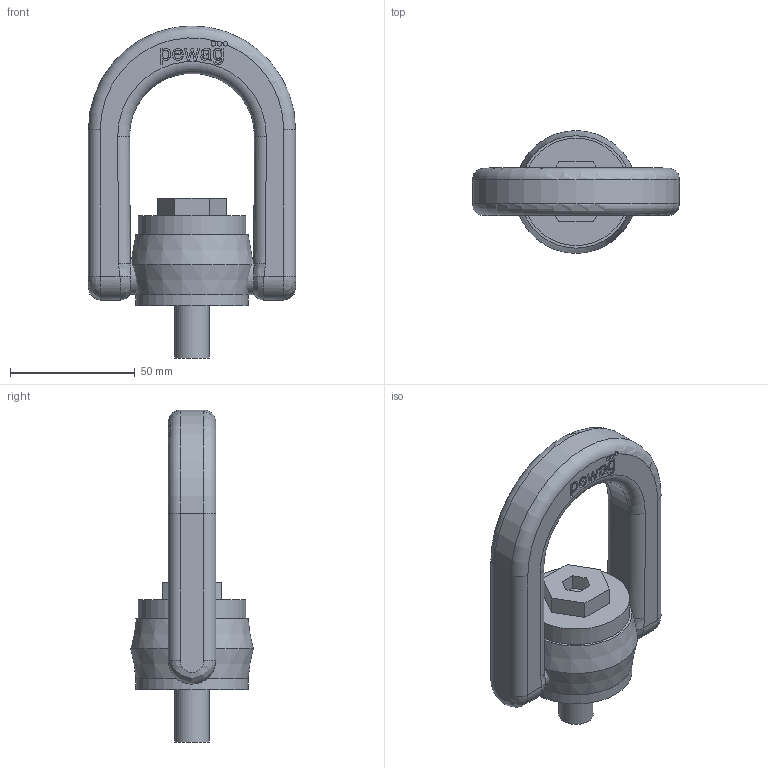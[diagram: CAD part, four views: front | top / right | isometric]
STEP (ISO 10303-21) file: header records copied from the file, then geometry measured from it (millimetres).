
FILE_DESCRIPTION(/* description */ (''),/* implementation_level */ '2;1');
FILE_NAME(/* name */ 'PLZW_1_3_t.stp',/* time_stamp */ '2024-05-24T11:29:14+02:00',/* author */ (''),/* organization */ (''),/* preprocessor_version */ 'ST-DEVELOPER v16',/* originating_system */ 'SIEMENS PLM Software NX 11.0',/* authorisation */ '');
FILE_SCHEMA (('AUTOMOTIVE_DESIGN { 1 0 10303 214 3 1 1 1 }'));
Length unit declared in the file: millimetre
Products named in the file (1): mum13BCE565z93a
Bounding box: 83 x 49.23 x 133 mm (x, y, z)
Volume: 146364.3 mm3; surface area: 27914.2 mm2
Topology: 2 solids, 2 shells, 240 faces, 621 edges, 407 vertices
Faces by surface type: plane 114, extrusion 90, cylinder 22, bspline 8, torus 4, cone 2
Full cylindrical faces by diameter (mm): 1.875 x6, 14 x1, 14.25 x1, 43 x1, 45 x1
Entity records: 9641 total; most frequent: CARTESIAN_POINT 3061, ORIENTED_EDGE 1204, DIRECTION 786, EDGE_CURVE 602, VERTEX_POINT 400, VECTOR 372, B_SPLINE_CURVE_WITH_KNOTS 346, LINE 282
